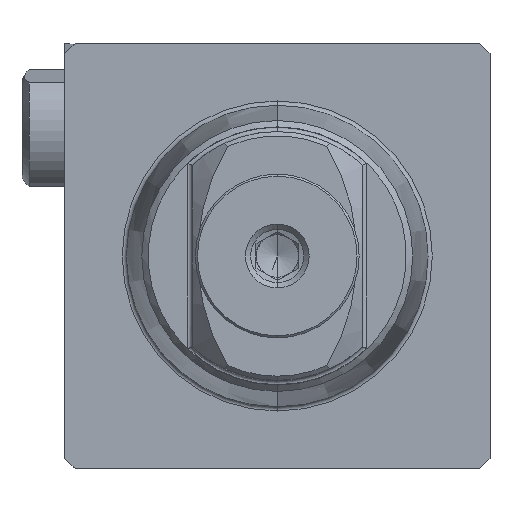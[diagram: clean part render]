
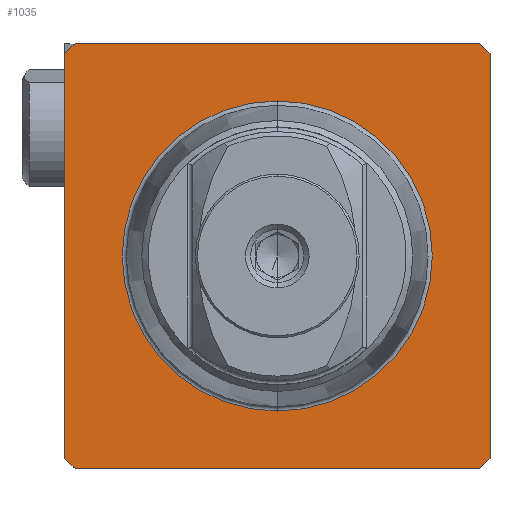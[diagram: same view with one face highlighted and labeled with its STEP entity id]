
A CAD part, left-side view. The second image highlights one B-rep face of the part: STEP entity #1035.
In plain terms, the highlighted planar face has unit normal (-1, 0, 0).
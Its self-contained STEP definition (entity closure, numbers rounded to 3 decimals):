
#8 = DIRECTION ( 'NONE',  ( 0., -0.707, -0.707 ) ) ;
#119 = VERTEX_POINT ( 'NONE', #7724 ) ;
#422 = VECTOR ( 'NONE', #6133, 1000. ) ;
#461 = CARTESIAN_POINT ( 'NONE',  ( 0., -9.5, 10. ) ) ;
#625 = FACE_OUTER_BOUND ( 'NONE', #1687, .T. ) ;
#714 = CARTESIAN_POINT ( 'NONE',  ( 0., 0., -7.287 ) ) ;
#723 = DIRECTION ( 'NONE',  ( 0., 0., -1. ) ) ;
#779 = LINE ( 'NONE', #7751, #7559 ) ;
#939 = CARTESIAN_POINT ( 'NONE',  ( 0., 0., 7.287 ) ) ;
#945 = VERTEX_POINT ( 'NONE', #2138 ) ;
#986 = DIRECTION ( 'NONE',  ( 0., -0.707, 0.707 ) ) ;
#1035 = ADVANCED_FACE ( 'NONE', ( #1969, #625 ), #5633, .F. ) ;
#1102 = DIRECTION ( 'NONE',  ( 0., 0., 1. ) ) ;
#1604 = DIRECTION ( 'NONE',  ( 0., -1., 0. ) ) ;
#1687 = EDGE_LOOP ( 'NONE', ( #7669, #7694, #1917, #1744, #3363, #2442, #5328, #6859 ) ) ;
#1708 = VECTOR ( 'NONE', #1102, 1000. ) ;
#1744 = ORIENTED_EDGE ( 'NONE', *, *, #7464, .T. ) ;
#1884 = DIRECTION ( 'NONE',  ( 0., 0., 1. ) ) ;
#1917 = ORIENTED_EDGE ( 'NONE', *, *, #2719, .T. ) ;
#1969 = FACE_BOUND ( 'NONE', #7717, .T. ) ;
#2012 = CARTESIAN_POINT ( 'NONE',  ( 0., 0., 0. ) ) ;
#2056 = LINE ( 'NONE', #4842, #6592 ) ;
#2108 = DIRECTION ( 'NONE',  ( 1., 0., 0. ) ) ;
#2138 = CARTESIAN_POINT ( 'NONE',  ( 0., -10., 9.5 ) ) ;
#2172 = DIRECTION ( 'NONE',  ( 0., 0.707, -0.707 ) ) ;
#2255 = VERTEX_POINT ( 'NONE', #939 ) ;
#2442 = ORIENTED_EDGE ( 'NONE', *, *, #2497, .T. ) ;
#2448 = CARTESIAN_POINT ( 'NONE',  ( 0., 10., 0. ) ) ;
#2468 = CARTESIAN_POINT ( 'NONE',  ( 0., -10., -9.5 ) ) ;
#2497 = EDGE_CURVE ( 'NONE', #3613, #5522, #6946, .T. ) ;
#2540 = EDGE_CURVE ( 'NONE', #7787, #945, #2056, .T. ) ;
#2566 = LINE ( 'NONE', #7458, #422 ) ;
#2617 = CARTESIAN_POINT ( 'NONE',  ( 0., 10., -9.5 ) ) ;
#2719 = EDGE_CURVE ( 'NONE', #5548, #7167, #2566, .T. ) ;
#2856 = CARTESIAN_POINT ( 'NONE',  ( 0., -9.5, -10. ) ) ;
#3132 = AXIS2_PLACEMENT_3D ( 'NONE', #3526, #2108, #723 ) ;
#3296 = CARTESIAN_POINT ( 'NONE',  ( 0., -9.5, 10. ) ) ;
#3363 = ORIENTED_EDGE ( 'NONE', *, *, #8427, .F. ) ;
#3518 = EDGE_CURVE ( 'NONE', #5522, #7526, #6685, .T. ) ;
#3526 = CARTESIAN_POINT ( 'NONE',  ( 0., 7.287, 0. ) ) ;
#3613 = VERTEX_POINT ( 'NONE', #2617 ) ;
#3665 = EDGE_CURVE ( 'NONE', #5345, #2255, #4752, .T. ) ;
#3935 = ORIENTED_EDGE ( 'NONE', *, *, #5222, .F. ) ;
#3975 = CARTESIAN_POINT ( 'NONE',  ( 0., -10., -9.5 ) ) ;
#4038 = VECTOR ( 'NONE', #6041, 1000. ) ;
#4370 = CIRCLE ( 'NONE', #8013, 7.287 ) ;
#4433 = ORIENTED_EDGE ( 'NONE', *, *, #3665, .F. ) ;
#4622 = CARTESIAN_POINT ( 'NONE',  ( 0., 0., 0. ) ) ;
#4752 = CIRCLE ( 'NONE', #5637, 7.287 ) ;
#4796 = DIRECTION ( 'NONE',  ( 0., 0., 1. ) ) ;
#4842 = CARTESIAN_POINT ( 'NONE',  ( 0., -10., 0. ) ) ;
#5129 = EDGE_CURVE ( 'NONE', #7526, #7787, #6027, .T. ) ;
#5222 = EDGE_CURVE ( 'NONE', #2255, #5345, #4370, .T. ) ;
#5287 = CARTESIAN_POINT ( 'NONE',  ( 0., 9.5, -10. ) ) ;
#5312 = LINE ( 'NONE', #3296, #4038 ) ;
#5328 = ORIENTED_EDGE ( 'NONE', *, *, #3518, .T. ) ;
#5345 = VERTEX_POINT ( 'NONE', #714 ) ;
#5522 = VERTEX_POINT ( 'NONE', #5287 ) ;
#5548 = VERTEX_POINT ( 'NONE', #461 ) ;
#5633 = PLANE ( 'NONE',  #3132 ) ;
#5637 = AXIS2_PLACEMENT_3D ( 'NONE', #4622, #7420, #1884 ) ;
#5663 = CARTESIAN_POINT ( 'NONE',  ( 0., 9.5, 10. ) ) ;
#6027 = LINE ( 'NONE', #2468, #7745 ) ;
#6041 = DIRECTION ( 'NONE',  ( 0., 0.707, 0.707 ) ) ;
#6133 = DIRECTION ( 'NONE',  ( 0., 1., 0. ) ) ;
#6268 = DIRECTION ( 'NONE',  ( 0., 0., 1. ) ) ;
#6313 = CARTESIAN_POINT ( 'NONE',  ( 0., 9.5, -10. ) ) ;
#6592 = VECTOR ( 'NONE', #6268, 1000. ) ;
#6605 = LINE ( 'NONE', #2448, #1708 ) ;
#6685 = LINE ( 'NONE', #7329, #7085 ) ;
#6859 = ORIENTED_EDGE ( 'NONE', *, *, #5129, .T. ) ;
#6946 = LINE ( 'NONE', #6313, #7767 ) ;
#7085 = VECTOR ( 'NONE', #1604, 1000. ) ;
#7167 = VERTEX_POINT ( 'NONE', #5663 ) ;
#7329 = CARTESIAN_POINT ( 'NONE',  ( 0., 7.287, -10. ) ) ;
#7420 = DIRECTION ( 'NONE',  ( -1., 0., 0. ) ) ;
#7458 = CARTESIAN_POINT ( 'NONE',  ( 0., 7.287, 10. ) ) ;
#7464 = EDGE_CURVE ( 'NONE', #7167, #119, #779, .T. ) ;
#7526 = VERTEX_POINT ( 'NONE', #2856 ) ;
#7559 = VECTOR ( 'NONE', #2172, 1000. ) ;
#7669 = ORIENTED_EDGE ( 'NONE', *, *, #2540, .T. ) ;
#7694 = ORIENTED_EDGE ( 'NONE', *, *, #7713, .T. ) ;
#7713 = EDGE_CURVE ( 'NONE', #945, #5548, #5312, .T. ) ;
#7717 = EDGE_LOOP ( 'NONE', ( #3935, #4433 ) ) ;
#7724 = CARTESIAN_POINT ( 'NONE',  ( 0., 10., 9.5 ) ) ;
#7745 = VECTOR ( 'NONE', #986, 1000. ) ;
#7751 = CARTESIAN_POINT ( 'NONE',  ( 0., 10., 9.5 ) ) ;
#7767 = VECTOR ( 'NONE', #8, 1000. ) ;
#7787 = VERTEX_POINT ( 'NONE', #3975 ) ;
#8013 = AXIS2_PLACEMENT_3D ( 'NONE', #2012, #8217, #4796 ) ;
#8217 = DIRECTION ( 'NONE',  ( -1., 0., 0. ) ) ;
#8427 = EDGE_CURVE ( 'NONE', #3613, #119, #6605, .T. ) ;
